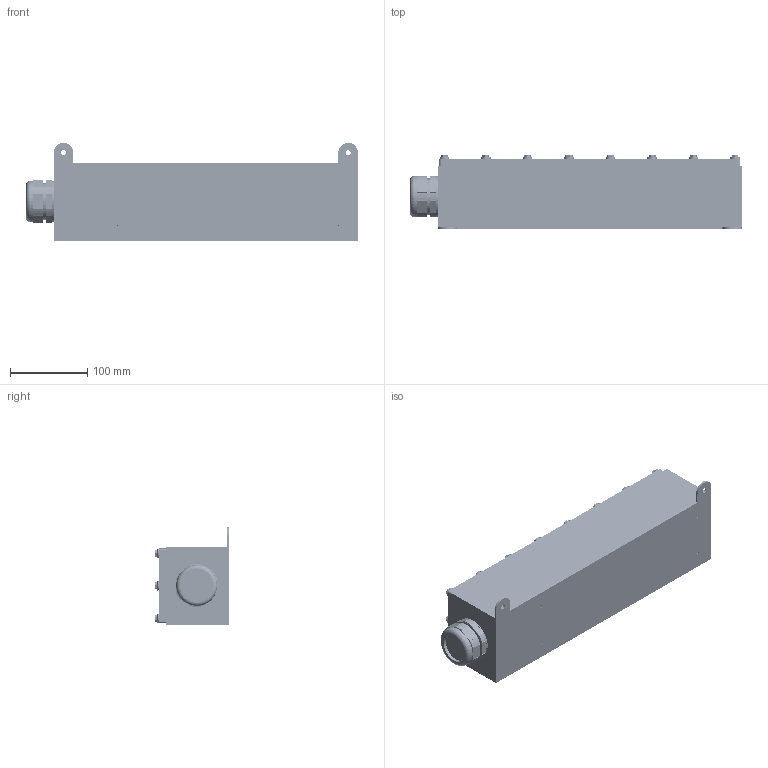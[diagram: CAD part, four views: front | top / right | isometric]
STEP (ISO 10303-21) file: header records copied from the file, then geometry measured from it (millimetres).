
FILE_DESCRIPTION (( 'STEP AP203' ), '1' );
FILE_NAME ('LL-BV.STEP', '2022-02-17T18:02:49', ( '' ), ( '' ), 'SwSTEP 2.0', 'SolidWorks 2021', '' );
FILE_SCHEMA (( 'CONFIG_CONTROL_DESIGN' ));
Length unit declared in the file: inch
Products named in the file (18): 800005; LL-BV; 400306; PG36-N01; 200430; 500301; PG36-S02; 200519; PG36-B01; 800001; 94639A447_94639A447; SP-M5-2; PG36-I01; 93625A200; 400102; 200431; PG36-01-01-02-01; 800004
Assembly tree (60 placements, depth 3):
  LL-BV
    200431
      200430
      800001  x4
      SP-M5-2  x18
    400306
    500301
    PG36-01-01-02-01
      PG36-B01
      PG36-I01
      PG36-S02
      PG36-N01
    200519
    94639A447_94639A447  x4
    800004  x18
      800005
      400102
    93625A200  x4
Bounding box: 429.29 x 96.51 x 127 mm (x, y, z)
Volume: 682779.1 mm3; surface area: 482089.8 mm2
Topology: 79 solids, 79 shells, 3415 faces, 8871 edges, 5803 vertices
Faces by surface type: cylinder 1559, plane 1355, cone 428, bspline 60, torus 13
Entity records: 29582 total; most frequent: CARTESIAN_POINT 11263, ORIENTED_EDGE 3192, DIRECTION 3176, EDGE_CURVE 1596, AXIS2_PLACEMENT_3D 1247, VERTEX_POINT 1040, EDGE_LOOP 782, VECTOR 682
